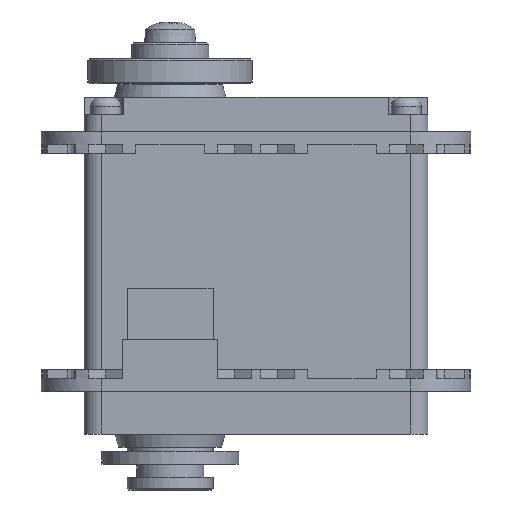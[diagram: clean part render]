
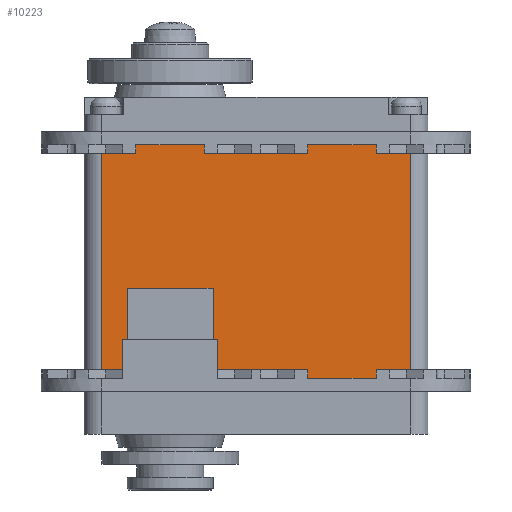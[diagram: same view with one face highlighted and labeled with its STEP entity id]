
A CAD part, left-side view. The second image highlights one B-rep face of the part: STEP entity #10223.
In plain terms, the highlighted planar face has unit normal (-1, 0, 0).
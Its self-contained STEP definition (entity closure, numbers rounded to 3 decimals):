
#886=FACE_OUTER_BOUND('',#1457,.T.);
#1457=EDGE_LOOP('',(#7895,#7896,#7897,#7898,#7899,#7900,#7901,#7902,#7903,
#7904,#7905,#7906,#7907,#7908,#7909,#7910,#7911,#7912,#7913,#7914,#7915,
#7916,#7917,#7918));
#2027=LINE('',#14984,#3118);
#2029=LINE('',#14990,#3120);
#2037=LINE('',#15004,#3128);
#2043=LINE('',#15017,#3134);
#2047=LINE('',#15024,#3138);
#2126=LINE('',#15216,#3217);
#2132=LINE('',#15228,#3223);
#2134=LINE('',#15231,#3225);
#2195=LINE('',#15375,#3286);
#2197=LINE('',#15381,#3288);
#2201=LINE('',#15387,#3292);
#2268=LINE('',#15542,#3359);
#2270=LINE('',#15547,#3361);
#2444=LINE('',#15978,#3535);
#2468=LINE('',#16027,#3559);
#2488=LINE('',#16067,#3579);
#2489=LINE('',#16069,#3580);
#2490=LINE('',#16071,#3581);
#2491=LINE('',#16073,#3582);
#2492=LINE('',#16075,#3583);
#2493=LINE('',#16076,#3584);
#2494=LINE('',#16078,#3585);
#2495=LINE('',#16080,#3586);
#2496=LINE('',#16081,#3587);
#3118=VECTOR('',#11809,10.);
#3120=VECTOR('',#11813,10.);
#3128=VECTOR('',#11827,10.);
#3134=VECTOR('',#11837,10.);
#3138=VECTOR('',#11841,10.);
#3217=VECTOR('',#11968,10.);
#3223=VECTOR('',#11976,10.);
#3225=VECTOR('',#11980,10.);
#3286=VECTOR('',#12101,10.);
#3288=VECTOR('',#12105,10.);
#3292=VECTOR('',#12111,10.);
#3359=VECTOR('',#12252,10.);
#3361=VECTOR('',#12258,10.);
#3535=VECTOR('',#12668,10.);
#3559=VECTOR('',#12702,10.);
#3579=VECTOR('',#12728,10.);
#3580=VECTOR('',#12729,10.);
#3581=VECTOR('',#12730,10.);
#3582=VECTOR('',#12731,10.);
#3583=VECTOR('',#12732,10.);
#3584=VECTOR('',#12733,10.);
#3585=VECTOR('',#12734,10.);
#3586=VECTOR('',#12735,10.);
#3587=VECTOR('',#12736,10.);
#4197=VERTEX_POINT('',#14978);
#4199=VERTEX_POINT('',#14982);
#4200=VERTEX_POINT('',#14986);
#4202=VERTEX_POINT('',#14989);
#4210=VERTEX_POINT('',#15016);
#4213=VERTEX_POINT('',#15022);
#4300=VERTEX_POINT('',#15212);
#4302=VERTEX_POINT('',#15215);
#4305=VERTEX_POINT('',#15222);
#4307=VERTEX_POINT('',#15226);
#4358=VERTEX_POINT('',#15369);
#4360=VERTEX_POINT('',#15373);
#4361=VERTEX_POINT('',#15377);
#4363=VERTEX_POINT('',#15380);
#4415=VERTEX_POINT('',#15541);
#4555=VERTEX_POINT('',#15976);
#4575=VERTEX_POINT('',#16026);
#4592=VERTEX_POINT('',#16066);
#4593=VERTEX_POINT('',#16068);
#4594=VERTEX_POINT('',#16070);
#4595=VERTEX_POINT('',#16072);
#4596=VERTEX_POINT('',#16074);
#4597=VERTEX_POINT('',#16077);
#4598=VERTEX_POINT('',#16079);
#5271=EDGE_CURVE('',#4197,#4199,#2027,.T.);
#5273=EDGE_CURVE('',#4202,#4200,#2029,.T.);
#5281=EDGE_CURVE('',#4199,#4202,#2037,.T.);
#5287=EDGE_CURVE('',#4210,#4197,#2043,.T.);
#5291=EDGE_CURVE('',#4200,#4213,#2047,.T.);
#5384=EDGE_CURVE('',#4300,#4302,#2126,.T.);
#5390=EDGE_CURVE('',#4305,#4307,#2132,.T.);
#5392=EDGE_CURVE('',#4307,#4302,#2134,.T.);
#5461=EDGE_CURVE('',#4358,#4360,#2195,.T.);
#5463=EDGE_CURVE('',#4361,#4363,#2197,.T.);
#5467=EDGE_CURVE('',#4363,#4360,#2201,.T.);
#5547=EDGE_CURVE('',#4415,#4358,#2268,.T.);
#5550=EDGE_CURVE('',#4361,#4305,#2270,.T.);
#5766=EDGE_CURVE('',#4300,#4555,#2444,.T.);
#5791=EDGE_CURVE('',#4415,#4575,#2468,.T.);
#5812=EDGE_CURVE('',#4213,#4592,#2488,.T.);
#5813=EDGE_CURVE('',#4592,#4593,#2489,.T.);
#5814=EDGE_CURVE('',#4593,#4594,#2490,.T.);
#5815=EDGE_CURVE('',#4594,#4595,#2491,.T.);
#5816=EDGE_CURVE('',#4596,#4595,#2492,.T.);
#5817=EDGE_CURVE('',#4596,#4575,#2493,.T.);
#5818=EDGE_CURVE('',#4597,#4555,#2494,.T.);
#5819=EDGE_CURVE('',#4597,#4598,#2495,.T.);
#5820=EDGE_CURVE('',#4598,#4210,#2496,.T.);
#7895=ORIENTED_EDGE('',*,*,#5273,.T.);
#7896=ORIENTED_EDGE('',*,*,#5291,.T.);
#7897=ORIENTED_EDGE('',*,*,#5812,.T.);
#7898=ORIENTED_EDGE('',*,*,#5813,.T.);
#7899=ORIENTED_EDGE('',*,*,#5814,.T.);
#7900=ORIENTED_EDGE('',*,*,#5815,.T.);
#7901=ORIENTED_EDGE('',*,*,#5816,.F.);
#7902=ORIENTED_EDGE('',*,*,#5817,.T.);
#7903=ORIENTED_EDGE('',*,*,#5791,.F.);
#7904=ORIENTED_EDGE('',*,*,#5547,.T.);
#7905=ORIENTED_EDGE('',*,*,#5461,.T.);
#7906=ORIENTED_EDGE('',*,*,#5467,.F.);
#7907=ORIENTED_EDGE('',*,*,#5463,.F.);
#7908=ORIENTED_EDGE('',*,*,#5550,.T.);
#7909=ORIENTED_EDGE('',*,*,#5390,.T.);
#7910=ORIENTED_EDGE('',*,*,#5392,.T.);
#7911=ORIENTED_EDGE('',*,*,#5384,.F.);
#7912=ORIENTED_EDGE('',*,*,#5766,.T.);
#7913=ORIENTED_EDGE('',*,*,#5818,.F.);
#7914=ORIENTED_EDGE('',*,*,#5819,.T.);
#7915=ORIENTED_EDGE('',*,*,#5820,.T.);
#7916=ORIENTED_EDGE('',*,*,#5287,.T.);
#7917=ORIENTED_EDGE('',*,*,#5271,.T.);
#7918=ORIENTED_EDGE('',*,*,#5281,.T.);
#9679=PLANE('',#10944);
#10223=ADVANCED_FACE('',(#886),#9679,.T.);
#10944=AXIS2_PLACEMENT_3D('',#16065,#12726,#12727);
#11809=DIRECTION('',(0.,0.,1.));
#11813=DIRECTION('',(0.,0.,-1.));
#11827=DIRECTION('',(0.,-1.,0.));
#11837=DIRECTION('',(0.,-1.,0.));
#11841=DIRECTION('',(0.,-1.,0.));
#11968=DIRECTION('',(0.,0.,1.));
#11976=DIRECTION('',(0.,0.,1.));
#11980=DIRECTION('',(0.,1.,0.));
#12101=DIRECTION('',(0.,0.,1.));
#12105=DIRECTION('',(0.,0.,1.));
#12111=DIRECTION('',(0.,-1.,0.));
#12252=DIRECTION('',(0.,1.,0.));
#12258=DIRECTION('',(0.,1.,0.));
#12668=DIRECTION('',(0.,1.,0.));
#12702=DIRECTION('',(0.,0.,-1.));
#12726=DIRECTION('center_axis',(-1.,0.,0.));
#12727=DIRECTION('ref_axis',(0.,-1.,0.));
#12728=DIRECTION('',(0.,0.,-1.));
#12729=DIRECTION('',(0.,-1.,0.));
#12730=DIRECTION('',(0.,0.,-1.));
#12731=DIRECTION('',(0.,-1.,0.));
#12732=DIRECTION('',(0.,0.,-1.));
#12733=DIRECTION('',(0.,-1.,0.));
#12734=DIRECTION('',(0.,0.,1.));
#12735=DIRECTION('',(0.,-1.,0.));
#12736=DIRECTION('',(0.,0.,1.));
#14978=CARTESIAN_POINT('',(-10.,14.,-8.6));
#14982=CARTESIAN_POINT('',(-10.,14.,-2.6));
#14984=CARTESIAN_POINT('',(-10.,14.,-4.3));
#14986=CARTESIAN_POINT('',(-10.,5.,-8.6));
#14989=CARTESIAN_POINT('',(-10.,5.,-2.6));
#14990=CARTESIAN_POINT('',(-10.,5.,-4.3));
#15004=CARTESIAN_POINT('',(-10.,15.,-2.6));
#15016=CARTESIAN_POINT('',(-10.,15.5,-8.6));
#15017=CARTESIAN_POINT('',(-10.,15.,-8.6));
#15022=CARTESIAN_POINT('',(-10.,4.5,-8.6));
#15024=CARTESIAN_POINT('',(-10.,15.,-8.6));
#15212=CARTESIAN_POINT('',(-10.,14.,13.1));
#15215=CARTESIAN_POINT('',(-10.,14.,14.1));
#15216=CARTESIAN_POINT('',(-10.,14.,13.1));
#15222=CARTESIAN_POINT('',(-10.,6.,13.1));
#15226=CARTESIAN_POINT('',(-10.,6.,14.1));
#15228=CARTESIAN_POINT('',(-10.,6.,13.1));
#15231=CARTESIAN_POINT('',(-10.,18.,14.1));
#15369=CARTESIAN_POINT('',(-10.,-14.,13.1));
#15373=CARTESIAN_POINT('',(-10.,-14.,14.1));
#15375=CARTESIAN_POINT('',(-10.,-14.,13.1));
#15377=CARTESIAN_POINT('',(-10.,-6.,13.1));
#15380=CARTESIAN_POINT('',(-10.,-6.,14.1));
#15381=CARTESIAN_POINT('',(-10.,-6.,13.1));
#15387=CARTESIAN_POINT('',(-10.,-18.,14.1));
#15541=CARTESIAN_POINT('',(-10.,-18.,13.1));
#15542=CARTESIAN_POINT('',(-10.,10.,13.1));
#15547=CARTESIAN_POINT('',(-10.,10.,13.1));
#15976=CARTESIAN_POINT('',(-10.,18.,13.1));
#15978=CARTESIAN_POINT('',(-10.,10.,13.1));
#16026=CARTESIAN_POINT('',(-10.,-18.,-12.1));
#16027=CARTESIAN_POINT('',(-10.,-18.,0.));
#16065=CARTESIAN_POINT('Origin',(-10.,20.,0.));
#16066=CARTESIAN_POINT('',(-10.,4.5,-12.1));
#16067=CARTESIAN_POINT('',(-10.,4.5,-7.3));
#16068=CARTESIAN_POINT('',(-10.,-6.,-12.1));
#16069=CARTESIAN_POINT('',(-10.,10.,-12.1));
#16070=CARTESIAN_POINT('',(-10.,-6.,-13.1));
#16071=CARTESIAN_POINT('',(-10.,-6.,-12.1));
#16072=CARTESIAN_POINT('',(-10.,-14.,-13.1));
#16073=CARTESIAN_POINT('',(-10.,-18.,-13.1));
#16074=CARTESIAN_POINT('',(-10.,-14.,-12.1));
#16075=CARTESIAN_POINT('',(-10.,-14.,-12.1));
#16076=CARTESIAN_POINT('',(-10.,10.,-12.1));
#16077=CARTESIAN_POINT('',(-10.,18.,-12.1));
#16078=CARTESIAN_POINT('',(-10.,18.,0.));
#16079=CARTESIAN_POINT('',(-10.,15.5,-12.1));
#16080=CARTESIAN_POINT('',(-10.,10.,-12.1));
#16081=CARTESIAN_POINT('',(-10.,15.5,-7.3));
